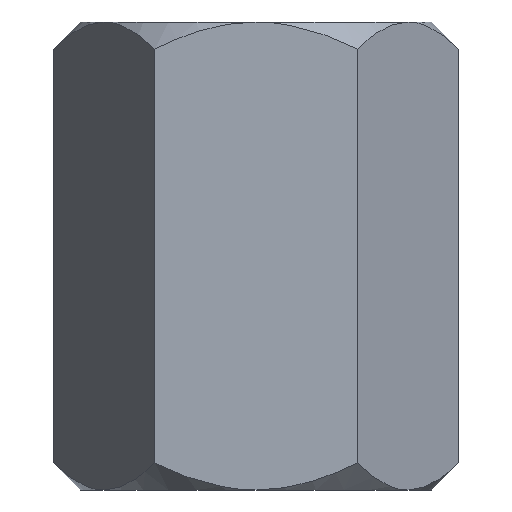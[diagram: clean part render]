
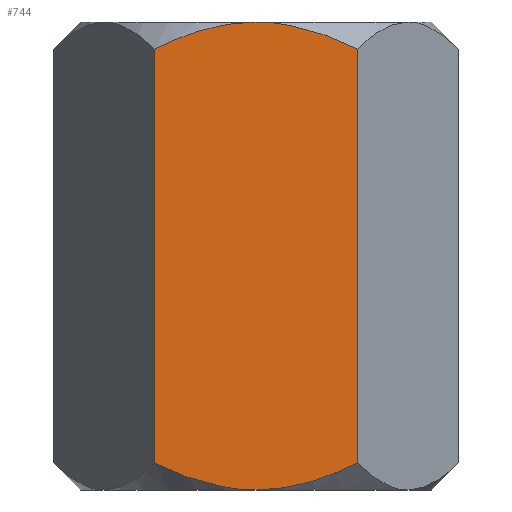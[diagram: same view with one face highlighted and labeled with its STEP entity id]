
A CAD part, left-side view. The second image highlights one B-rep face of the part: STEP entity #744.
In plain terms, the highlighted planar face has unit normal (-1, 0, 0).
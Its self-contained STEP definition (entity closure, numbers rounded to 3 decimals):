
#29 = CARTESIAN_POINT ( 'NONE',  ( -15., 8.66, -37.679 ) ) ;
#52 = CARTESIAN_POINT ( 'NONE',  ( -15., 5.909, -1.109 ) ) ;
#54 = VERTEX_POINT ( 'NONE', #110 ) ;
#64 = EDGE_CURVE ( 'NONE', #686, #270, #749, .T. ) ;
#78 = ORIENTED_EDGE ( 'NONE', *, *, #651, .T. ) ;
#79 = B_SPLINE_CURVE_WITH_KNOTS ( 'NONE', 3,
 ( #742, #554, #616, #667, #483, #620, #363, #92, #385, #478, #625, #381 ),
 .UNSPECIFIED., .F., .F.,
 ( 4, 2, 2, 2, 2, 4 ),
 ( 0.043, 0.044, 0.045, 0.047, 0.05, 0.052 ),
 .UNSPECIFIED. ) ;
#81 = DIRECTION ( 'NONE',  ( 0., 0., 1. ) ) ;
#92 = CARTESIAN_POINT ( 'NONE',  ( -15., -5.189, -39.143 ) ) ;
#93 = CARTESIAN_POINT ( 'NONE',  ( -15., 6.252, -38.752 ) ) ;
#110 = CARTESIAN_POINT ( 'NONE',  ( -15., 0., -40. ) ) ;
#122 = CARTESIAN_POINT ( 'NONE',  ( -15., -8.66, -2.321 ) ) ;
#124 = LINE ( 'NONE', #354, #397 ) ;
#141 = CARTESIAN_POINT ( 'NONE',  ( -15., -6.252, -1.248 ) ) ;
#142 = DIRECTION ( 'NONE',  ( 0., 0., 1. ) ) ;
#150 = CARTESIAN_POINT ( 'NONE',  ( -15., 8.66, -2.321 ) ) ;
#159 = EDGE_CURVE ( 'NONE', #495, #680, #124, .T. ) ;
#164 = CARTESIAN_POINT ( 'NONE',  ( -15., 8.66, -2.321 ) ) ;
#183 = ORIENTED_EDGE ( 'NONE', *, *, #64, .T. ) ;
#185 = CARTESIAN_POINT ( 'NONE',  ( -15., -8.66, -2.321 ) ) ;
#191 = CARTESIAN_POINT ( 'NONE',  ( -15., -4.821, -0.752 ) ) ;
#198 = CARTESIAN_POINT ( 'NONE',  ( -15., 0., 0. ) ) ;
#209 = CARTESIAN_POINT ( 'NONE',  ( -15., 2.999, -39.767 ) ) ;
#219 = CARTESIAN_POINT ( 'NONE',  ( -15., 3.74, -0.444 ) ) ;
#227 = CARTESIAN_POINT ( 'NONE',  ( -15., 0.761, -0.015 ) ) ;
#229 = CARTESIAN_POINT ( 'NONE',  ( -15., 1.516, -0.072 ) ) ;
#237 = EDGE_CURVE ( 'NONE', #54, #495, #79, .T. ) ;
#238 = EDGE_LOOP ( 'NONE', ( #611, #78, #414, #465, #586, #183 ) ) ;
#245 = CARTESIAN_POINT ( 'NONE',  ( -15., -5.899, -1.115 ) ) ;
#254 = CARTESIAN_POINT ( 'NONE',  ( -15., -2.999, -0.233 ) ) ;
#270 = VERTEX_POINT ( 'NONE', #150 ) ;
#278 = CARTESIAN_POINT ( 'NONE',  ( -15., 0.379, 0. ) ) ;
#282 = CARTESIAN_POINT ( 'NONE',  ( -15., 7.991, -1.986 ) ) ;
#289 = CARTESIAN_POINT ( 'NONE',  ( -15., 0., 0. ) ) ;
#301 = CARTESIAN_POINT ( 'NONE',  ( -15., -7.301, -1.67 ) ) ;
#304 = CARTESIAN_POINT ( 'NONE',  ( -15., -1.516, 0. ) ) ;
#315 = FACE_OUTER_BOUND ( 'NONE', #238, .T. ) ;
#323 = CARTESIAN_POINT ( 'NONE',  ( -15., 5.899, -38.885 ) ) ;
#338 = CARTESIAN_POINT ( 'NONE',  ( -15., -8.66, -37.679 ) ) ;
#340 = CARTESIAN_POINT ( 'NONE',  ( -15., 0., 0. ) ) ;
#354 = CARTESIAN_POINT ( 'NONE',  ( -15., -8.66, -40. ) ) ;
#363 = CARTESIAN_POINT ( 'NONE',  ( -15., -3.74, -39.556 ) ) ;
#369 = VERTEX_POINT ( 'NONE', #486 ) ;
#381 = CARTESIAN_POINT ( 'NONE',  ( -15., -8.66, -37.679 ) ) ;
#385 = CARTESIAN_POINT ( 'NONE',  ( -15., -5.909, -38.891 ) ) ;
#397 = VECTOR ( 'NONE', #542, 1000. ) ;
#414 = ORIENTED_EDGE ( 'NONE', *, *, #237, .T. ) ;
#417 = B_SPLINE_CURVE_WITH_KNOTS ( 'NONE', 3,
 ( #185, #470, #301, #141, #245, #477, #191, #254, #304, #198 ),
 .UNSPECIFIED., .F., .F.,
 ( 4, 2, 2, 2, 4 ),
 ( 0.034, 0.036, 0.037, 0.038, 0.043 ),
 .UNSPECIFIED. ) ;
#464 = CARTESIAN_POINT ( 'NONE',  ( -15., 7.309, -1.674 ) ) ;
#465 = ORIENTED_EDGE ( 'NONE', *, *, #159, .T. ) ;
#470 = CARTESIAN_POINT ( 'NONE',  ( -15., -7.986, -1.984 ) ) ;
#477 = CARTESIAN_POINT ( 'NONE',  ( -15., -5.184, -0.867 ) ) ;
#478 = CARTESIAN_POINT ( 'NONE',  ( -15., -7.309, -38.326 ) ) ;
#483 = CARTESIAN_POINT ( 'NONE',  ( -15., -1.891, -39.886 ) ) ;
#486 = CARTESIAN_POINT ( 'NONE',  ( -15., 8.66, -37.679 ) ) ;
#488 = PLANE ( 'NONE',  #695 ) ;
#495 = VERTEX_POINT ( 'NONE', #338 ) ;
#496 = CARTESIAN_POINT ( 'NONE',  ( -15., 7.986, -38.016 ) ) ;
#499 = CARTESIAN_POINT ( 'NONE',  ( -15., 4.821, -39.248 ) ) ;
#510 = CARTESIAN_POINT ( 'NONE',  ( -15., 3.007, -0.281 ) ) ;
#519 = CARTESIAN_POINT ( 'NONE',  ( -15., 1.891, -0.114 ) ) ;
#542 = DIRECTION ( 'NONE',  ( 0., 0., 1. ) ) ;
#554 = CARTESIAN_POINT ( 'NONE',  ( -15., -0.379, -40. ) ) ;
#564 = CARTESIAN_POINT ( 'NONE',  ( -15., 5.184, -39.133 ) ) ;
#565 = CARTESIAN_POINT ( 'NONE',  ( -15., 8.66, -40. ) ) ;
#573 = CARTESIAN_POINT ( 'NONE',  ( -15., 1.516, -40. ) ) ;
#579 = CARTESIAN_POINT ( 'NONE',  ( -15., 5.189, -0.857 ) ) ;
#586 = ORIENTED_EDGE ( 'NONE', *, *, #617, .T. ) ;
#588 = EDGE_CURVE ( 'NONE', #369, #270, #671, .T. ) ;
#597 = B_SPLINE_CURVE_WITH_KNOTS ( 'NONE', 3,
 ( #29, #496, #622, #93, #323, #564, #499, #209, #573, #768 ),
 .UNSPECIFIED., .F., .F.,
 ( 4, 2, 2, 2, 4 ),
 ( 0.034, 0.036, 0.037, 0.038, 0.043 ),
 .UNSPECIFIED. ) ;
#611 = ORIENTED_EDGE ( 'NONE', *, *, #588, .F. ) ;
#616 = CARTESIAN_POINT ( 'NONE',  ( -15., -0.761, -39.985 ) ) ;
#617 = EDGE_CURVE ( 'NONE', #680, #686, #417, .T. ) ;
#620 = CARTESIAN_POINT ( 'NONE',  ( -15., -3.007, -39.719 ) ) ;
#622 = CARTESIAN_POINT ( 'NONE',  ( -15., 7.301, -38.33 ) ) ;
#625 = CARTESIAN_POINT ( 'NONE',  ( -15., -7.991, -38.014 ) ) ;
#650 = VECTOR ( 'NONE', #81, 1000. ) ;
#651 = EDGE_CURVE ( 'NONE', #369, #54, #597, .T. ) ;
#667 = CARTESIAN_POINT ( 'NONE',  ( -15., -1.516, -39.928 ) ) ;
#671 = LINE ( 'NONE', #732, #650 ) ;
#676 = DIRECTION ( 'NONE',  ( -1., 0., 0. ) ) ;
#680 = VERTEX_POINT ( 'NONE', #122 ) ;
#686 = VERTEX_POINT ( 'NONE', #289 ) ;
#695 = AXIS2_PLACEMENT_3D ( 'NONE', #565, #676, #142 ) ;
#732 = CARTESIAN_POINT ( 'NONE',  ( -15., 8.66, -40. ) ) ;
#742 = CARTESIAN_POINT ( 'NONE',  ( -15., 0., -40. ) ) ;
#744 = ADVANCED_FACE ( 'NONE', ( #315 ), #488, .T. ) ;
#749 = B_SPLINE_CURVE_WITH_KNOTS ( 'NONE', 3,
 ( #340, #278, #227, #229, #519, #510, #219, #579, #52, #464, #282, #164 ),
 .UNSPECIFIED., .F., .F.,
 ( 4, 2, 2, 2, 2, 4 ),
 ( 0.043, 0.044, 0.045, 0.047, 0.05, 0.052 ),
 .UNSPECIFIED. ) ;
#768 = CARTESIAN_POINT ( 'NONE',  ( -15., 0., -40. ) ) ;
